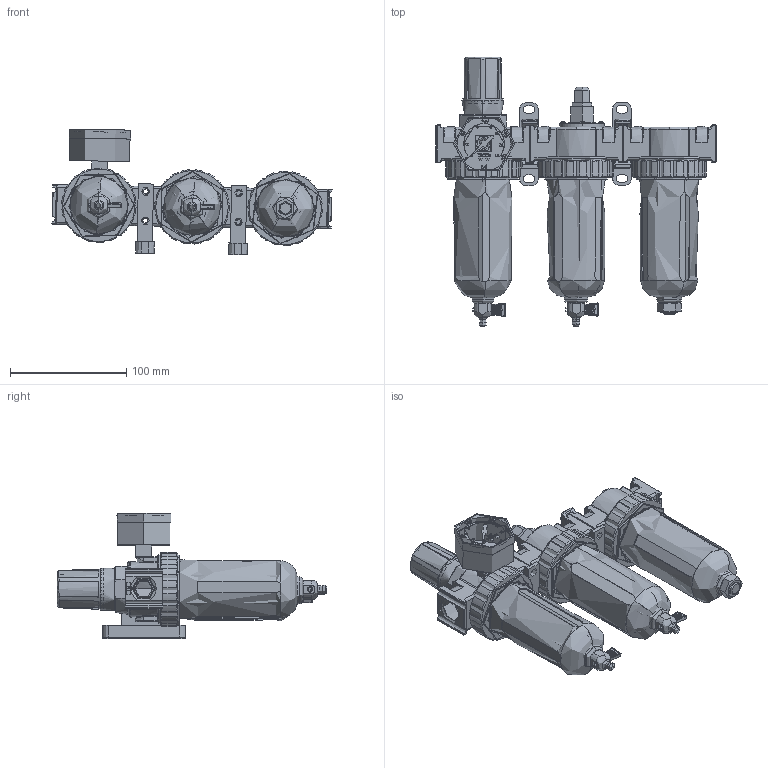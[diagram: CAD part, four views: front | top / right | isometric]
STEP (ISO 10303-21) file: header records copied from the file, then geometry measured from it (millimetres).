
FILE_DESCRIPTION (( 'STEP AP214' ), '1' );
FILE_NAME ('FR-FLM86.STEP', '2021-11-25T09:20:55', ( 'User' ), ( '' ), 'SwSTEP 2.0', 'SolidWorks 2014', '' );
FILE_SCHEMA (( 'AUTOMOTIVE_DESIGN' ));
Length unit declared in the file: millimetre
Products named in the file (58): F8001; F5010; 2-埋入式壓力錶; FM863; R8010; R8901(4分); 十字圓頭螺絲; R8002; F8003; F8004; F8002; FR-FLM86; FLM863; 內六角螺栓; L8016; C8044; FM87-24; LM863; F5012; 排氣頭; M12六角螺帽; FM8001; FR89
Assembly tree (43 placements, depth 4):
  F8001
  2-埋入式壓力錶
  F8003
  F8002
  FR-FLM86
    FR89
      F8002
      F8003
      R8901(4分)
      2-埋入式壓力錶
      F8004
      R8002
      R8010
      F5010
      F5012
    FLM863
      FM863
        FM8001
        F8002
        F8003
        F5010
        F5012
        FM87-24
        L8016
        F8004
        十字圓頭螺絲  x4
      LM863
        F8001
        F8002
        F8003
        F8004
        M12六角螺帽
        排氣頭
      C8044
      內六角螺栓  x2
    C8044
Bounding box: 240.52 x 231.44 x 108.09 mm (x, y, z)
Volume: 550741.4 mm3; surface area: 355561.8 mm2
Topology: 31 solids, 31 shells, 3463 faces, 8794 edges, 5505 vertices
Faces by surface type: plane 1440, cylinder 1065, bspline 421, torus 339, cone 145, sphere 53
Entity records: 112194 total; most frequent: CARTESIAN_POINT 45815, ORIENTED_EDGE 13242, DIRECTION 11588, EDGE_CURVE 6621, VERTEX_POINT 4198, AXIS2_PLACEMENT_3D 4124, LINE 3340, VECTOR 3340
